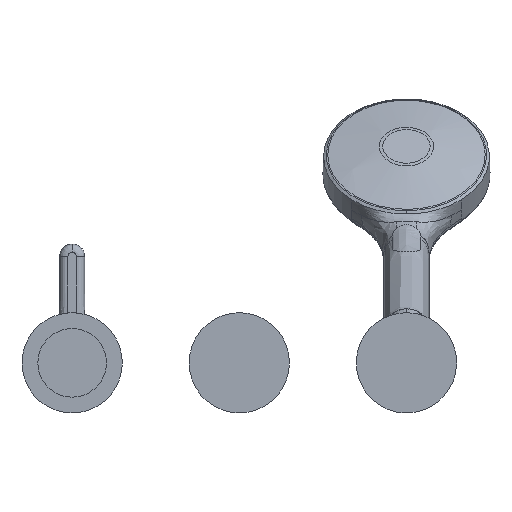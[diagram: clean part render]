
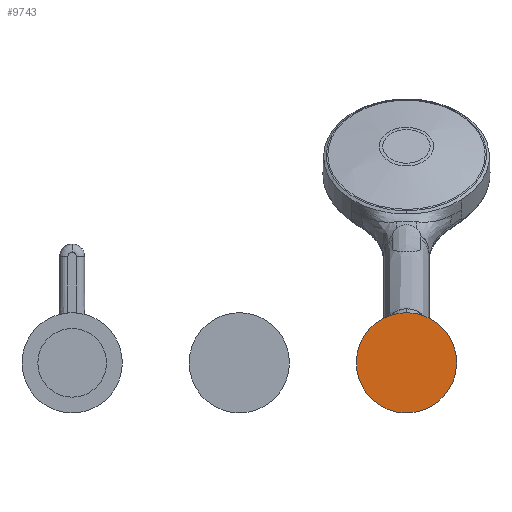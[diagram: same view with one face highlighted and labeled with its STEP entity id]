
A CAD part, front view. The second image highlights one B-rep face of the part: STEP entity #9743.
In plain terms, the highlighted planar face has unit normal (0, -1, 0).
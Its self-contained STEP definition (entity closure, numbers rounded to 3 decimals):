
#240 = ORIENTED_EDGE ( 'NONE', *, *, #6257, .T. ) ;
#1328 = CIRCLE ( 'NONE', #7340, 36. ) ;
#1833 = AXIS2_PLACEMENT_3D ( 'NONE', #8014, #2142, #8995 ) ;
#2142 = DIRECTION ( 'NONE',  ( 0., -1., 0. ) ) ;
#2487 = PLANE ( 'NONE',  #11567 ) ;
#2760 = CARTESIAN_POINT ( 'NONE',  ( 0., -5.5, 0. ) ) ;
#3160 = CARTESIAN_POINT ( 'NONE',  ( 17.259, -5.5, -31.593 ) ) ;
#3751 = DIRECTION ( 'NONE',  ( 1., 0., 0. ) ) ;
#4130 = CARTESIAN_POINT ( 'NONE',  ( 0., -5.5, 0. ) ) ;
#5387 = EDGE_LOOP ( 'NONE', ( #240, #7596 ) ) ;
#5443 = DIRECTION ( 'NONE',  ( 1., 0., 0. ) ) ;
#6257 = EDGE_CURVE ( 'NONE', #11142, #6449, #1328, .T. ) ;
#6449 = VERTEX_POINT ( 'NONE', #10877 ) ;
#7340 = AXIS2_PLACEMENT_3D ( 'NONE', #2760, #9634, #3751 ) ;
#7596 = ORIENTED_EDGE ( 'NONE', *, *, #10654, .T. ) ;
#8014 = CARTESIAN_POINT ( 'NONE',  ( 0., -5.5, 0. ) ) ;
#8995 = DIRECTION ( 'NONE',  ( 1., 0., 0. ) ) ;
#9207 = FACE_OUTER_BOUND ( 'NONE', #5387, .T. ) ;
#9634 = DIRECTION ( 'NONE',  ( 0., -1., 0. ) ) ;
#9743 = ADVANCED_FACE ( 'NONE', ( #9207 ), #2487, .F. ) ;
#10261 = CIRCLE ( 'NONE', #1833, 36. ) ;
#10654 = EDGE_CURVE ( 'NONE', #6449, #11142, #10261, .T. ) ;
#10877 = CARTESIAN_POINT ( 'NONE',  ( -17.259, -5.5, 31.593 ) ) ;
#11142 = VERTEX_POINT ( 'NONE', #3160 ) ;
#11353 = DIRECTION ( 'NONE',  ( 0., 1., 0. ) ) ;
#11567 = AXIS2_PLACEMENT_3D ( 'NONE', #4130, #11353, #5443 ) ;
